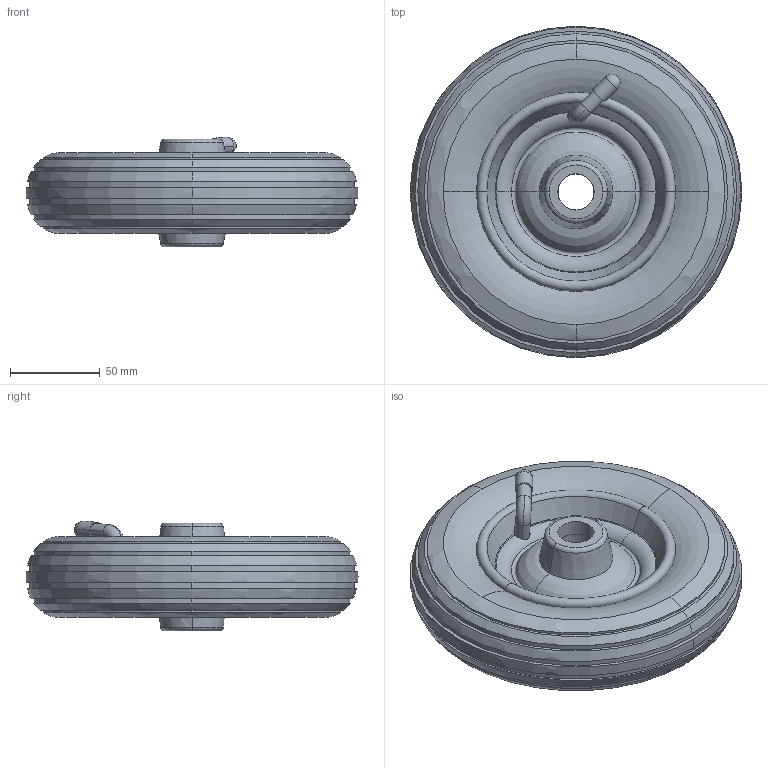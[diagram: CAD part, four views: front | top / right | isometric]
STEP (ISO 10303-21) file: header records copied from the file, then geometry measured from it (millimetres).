
FILE_DESCRIPTION (( 'STEP AP214' ), '1' );
FILE_NAME ('0024214.step', '2023-11-27T10:26:19', ( '' ), ( '' ), 'SwSTEP 2.0', 'SolidWorks 2020', '' );
FILE_SCHEMA (( 'AUTOMOTIVE_DESIGN' ));
Length unit declared in the file: millimetre
Products named in the file (1): 0024214
Bounding box: 184.96 x 185 x 61.21 mm (x, y, z)
Volume: 217813.1 mm3; surface area: 202048.7 mm2
Topology: 5 solids, 6 shells, 159 faces, 343 edges, 204 vertices
Faces by surface type: torus 72, cylinder 32, plane 22, bspline 16, cone 16, sphere 1
Entity records: 6609 total; most frequent: CARTESIAN_POINT 1238, DIRECTION 864, ORIENTED_EDGE 680, AXIS2_PLACEMENT_3D 408, EDGE_CURVE 340, CIRCLE 264, VERTEX_POINT 202, EDGE_LOOP 180
